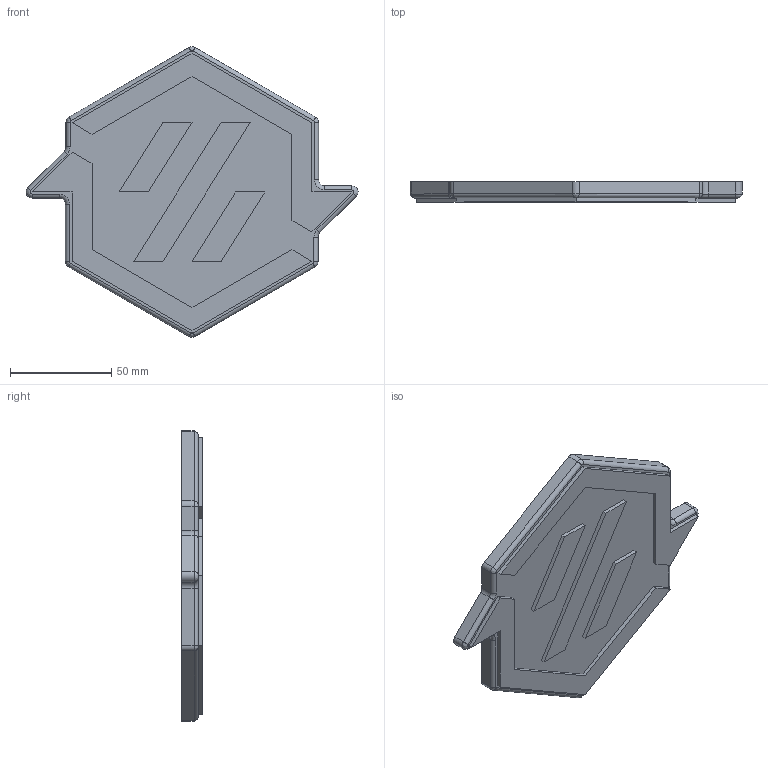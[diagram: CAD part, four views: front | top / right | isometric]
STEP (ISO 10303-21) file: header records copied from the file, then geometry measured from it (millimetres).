
FILE_DESCRIPTION(/* description */ (''),/* implementation_level */ '2;1');
FILE_NAME(/* name */ 'Printed_tophat_Medalion.step',/* time_stamp */ '2024-04-09T22:27:52+02:00',/* author */ (''),/* organization */ (''),/* preprocessor_version */ 'ST-DEVELOPER v20',/* originating_system */ 'Autodesk Translation Framework v12.20.1.177',/* authorisation */ '');
FILE_SCHEMA (('AUTOMOTIVE_DESIGN { 1 0 10303 214 3 1 1 }'));
Length unit declared in the file: millimetre
Products named in the file (1): Printed tophat Medalion
Bounding box: 163.99 x 10 x 143.41 mm (x, y, z)
Volume: 122967.9 mm3; surface area: 46166.6 mm2
Topology: 6 solids, 6 shells, 104 faces, 234 edges, 148 vertices
Faces by surface type: plane 62, cylinder 30, bspline 8, torus 4
Full cylindrical faces by diameter (mm): 4.7 x6
Entity records: 2964 total; most frequent: CARTESIAN_POINT 563, DIRECTION 500, ORIENTED_EDGE 468, EDGE_CURVE 234, AXIS2_PLACEMENT_3D 169, LINE 162, VECTOR 162, VERTEX_POINT 148
